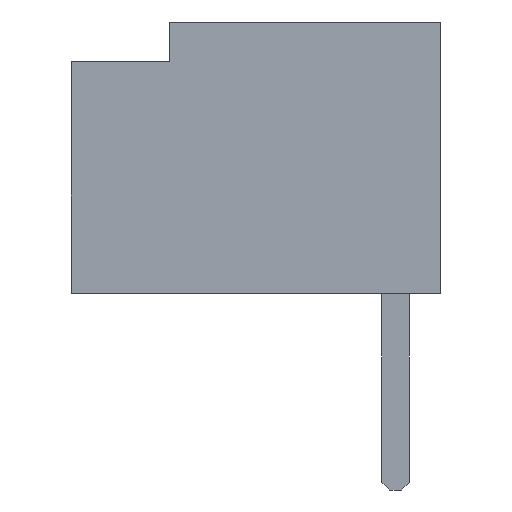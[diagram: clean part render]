
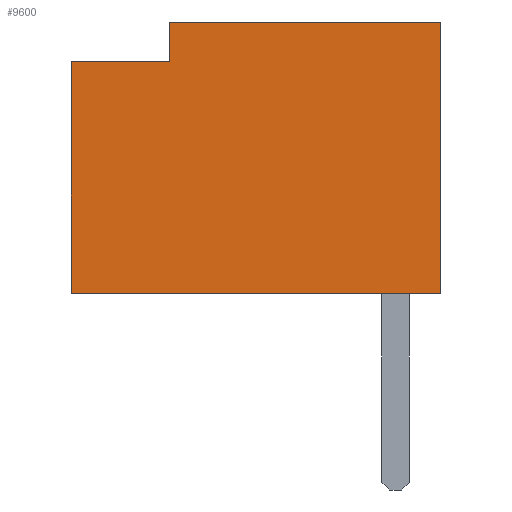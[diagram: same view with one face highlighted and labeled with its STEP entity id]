
A CAD part, left-side view. The second image highlights one B-rep face of the part: STEP entity #9600.
In plain terms, the highlighted planar face has unit normal (-1, 0, 0).
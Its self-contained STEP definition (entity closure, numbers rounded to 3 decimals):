
#273 = CARTESIAN_POINT ( 'NONE',  ( -3.375, 4.125, 0. ) ) ;
#504 = CARTESIAN_POINT ( 'NONE',  ( -3.375, 4.125, 0. ) ) ;
#734 = PLANE ( 'NONE',  #3415 ) ;
#912 = CARTESIAN_POINT ( 'NONE',  ( -3.375, 4.125, 2.948 ) ) ;
#982 = EDGE_LOOP ( 'NONE', ( #19454, #6770, #10175, #6760, #9523, #13778 ) ) ;
#1459 = CARTESIAN_POINT ( 'NONE',  ( -3.375, 4.125, 3.45 ) ) ;
#1792 = CARTESIAN_POINT ( 'NONE',  ( -3.375, -0.575, 0. ) ) ;
#2301 = VERTEX_POINT ( 'NONE', #10474 ) ;
#3035 = EDGE_CURVE ( 'NONE', #11228, #2301, #12283, .T. ) ;
#3126 = VECTOR ( 'NONE', #8704, 1000. ) ;
#3415 = AXIS2_PLACEMENT_3D ( 'NONE', #17340, #3928, #16140 ) ;
#3928 = DIRECTION ( 'NONE',  ( 1., 0., 0. ) ) ;
#4903 = EDGE_CURVE ( 'NONE', #2301, #17676, #14548, .T. ) ;
#5426 = DIRECTION ( 'NONE',  ( 0., 1., 0. ) ) ;
#6464 = DIRECTION ( 'NONE',  ( 0., -1., 0. ) ) ;
#6760 = ORIENTED_EDGE ( 'NONE', *, *, #8297, .T. ) ;
#6770 = ORIENTED_EDGE ( 'NONE', *, *, #4903, .T. ) ;
#7546 = DIRECTION ( 'NONE',  ( 0., 0., -1. ) ) ;
#7601 = CARTESIAN_POINT ( 'NONE',  ( -3.375, 2.875, 3.45 ) ) ;
#7639 = DIRECTION ( 'NONE',  ( 0., 0., -1. ) ) ;
#8297 = EDGE_CURVE ( 'NONE', #15698, #17626, #16981, .T. ) ;
#8704 = DIRECTION ( 'NONE',  ( 0., -1., 0. ) ) ;
#8737 = EDGE_CURVE ( 'NONE', #17676, #15698, #10620, .T. ) ;
#9302 = LINE ( 'NONE', #17053, #18365 ) ;
#9523 = ORIENTED_EDGE ( 'NONE', *, *, #9742, .F. ) ;
#9600 = ADVANCED_FACE ( 'NONE', ( #14292 ), #734, .F. ) ;
#9742 = EDGE_CURVE ( 'NONE', #14148, #17626, #9302, .T. ) ;
#10048 = EDGE_CURVE ( 'NONE', #11228, #14148, #10390, .T. ) ;
#10175 = ORIENTED_EDGE ( 'NONE', *, *, #8737, .T. ) ;
#10390 = LINE ( 'NONE', #14778, #3126 ) ;
#10444 = VECTOR ( 'NONE', #7546, 1000. ) ;
#10474 = CARTESIAN_POINT ( 'NONE',  ( -3.375, 2.875, 2.948 ) ) ;
#10620 = LINE ( 'NONE', #1459, #10444 ) ;
#10808 = DIRECTION ( 'NONE',  ( 0., 0., -1. ) ) ;
#11228 = VERTEX_POINT ( 'NONE', #7601 ) ;
#12283 = LINE ( 'NONE', #13998, #14541 ) ;
#13778 = ORIENTED_EDGE ( 'NONE', *, *, #10048, .F. ) ;
#13998 = CARTESIAN_POINT ( 'NONE',  ( -3.375, 2.875, 3.45 ) ) ;
#14148 = VERTEX_POINT ( 'NONE', #16640 ) ;
#14292 = FACE_OUTER_BOUND ( 'NONE', #982, .T. ) ;
#14541 = VECTOR ( 'NONE', #7639, 1000. ) ;
#14548 = LINE ( 'NONE', #912, #15638 ) ;
#14580 = VECTOR ( 'NONE', #6464, 1000. ) ;
#14778 = CARTESIAN_POINT ( 'NONE',  ( -3.375, 4.125, 3.45 ) ) ;
#15327 = CARTESIAN_POINT ( 'NONE',  ( -3.375, 4.125, 2.948 ) ) ;
#15638 = VECTOR ( 'NONE', #5426, 1000. ) ;
#15698 = VERTEX_POINT ( 'NONE', #504 ) ;
#16140 = DIRECTION ( 'NONE',  ( 0., 1., 0. ) ) ;
#16640 = CARTESIAN_POINT ( 'NONE',  ( -3.375, -0.575, 3.45 ) ) ;
#16981 = LINE ( 'NONE', #273, #14580 ) ;
#17053 = CARTESIAN_POINT ( 'NONE',  ( -3.375, -0.575, 3.45 ) ) ;
#17340 = CARTESIAN_POINT ( 'NONE',  ( -3.375, 4.125, 3.45 ) ) ;
#17626 = VERTEX_POINT ( 'NONE', #1792 ) ;
#17676 = VERTEX_POINT ( 'NONE', #15327 ) ;
#18365 = VECTOR ( 'NONE', #10808, 1000. ) ;
#19454 = ORIENTED_EDGE ( 'NONE', *, *, #3035, .T. ) ;
